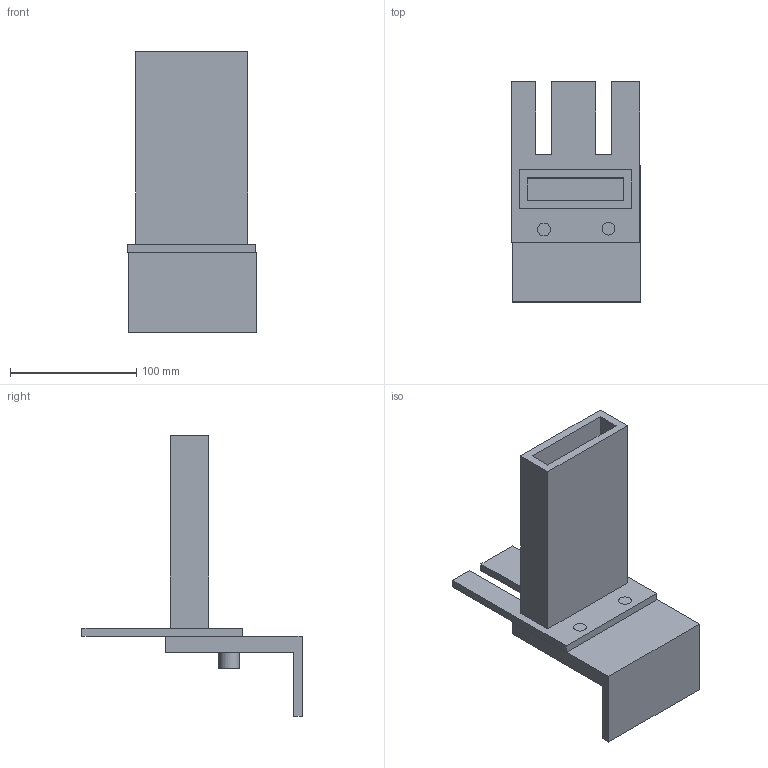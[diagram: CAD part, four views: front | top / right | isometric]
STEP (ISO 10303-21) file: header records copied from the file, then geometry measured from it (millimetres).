
FILE_DESCRIPTION(/* description */ (''),/* implementation_level */ '2;1');
FILE_NAME(/* name */ 'Untitled v2.step',/* time_stamp */ '2023-03-24T17:19:17-04:00',/* author */ (''),/* organization */ (''),/* preprocessor_version */ 'ST-DEVELOPER v19.2',/* originating_system */ 'Autodesk Translation Framework v11.17.0.187',/* authorisation */ '');
FILE_SCHEMA (('AUTOMOTIVE_DESIGN { 1 0 10303 214 3 1 1 }'));
Length unit declared in the file: millimetre
Products named in the file (3): Untitled; Sensor Mount base; Sensor mount level 2
Assembly tree (2 placements, depth 2):
  Untitled
    Sensor Mount base
    Sensor mount level 2
Bounding box: 102.06 x 174.12 x 222.25 mm (x, y, z)
Volume: 500896.6 mm3; surface area: 156185.2 mm2
Topology: 3 solids, 3 shells, 61 faces, 150 edges, 100 vertices
Faces by surface type: plane 53, cylinder 8
Full cylindrical faces by diameter (mm): 10.16 x6, 15.494 x2
Entity records: 1888 total; most frequent: CARTESIAN_POINT 316, ORIENTED_EDGE 300, DIRECTION 298, EDGE_CURVE 150, LINE 134, VECTOR 134, VERTEX_POINT 100, AXIS2_PLACEMENT_3D 82
